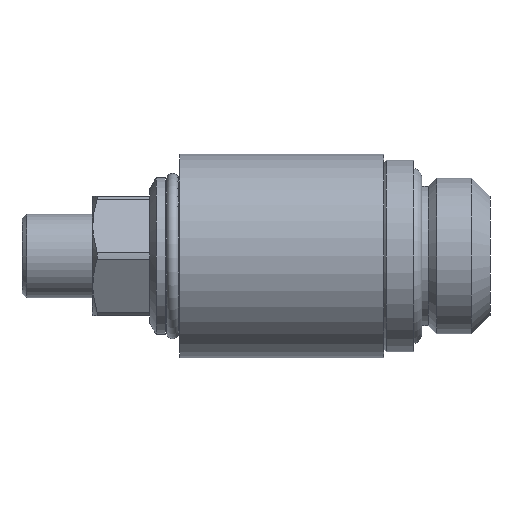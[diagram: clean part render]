
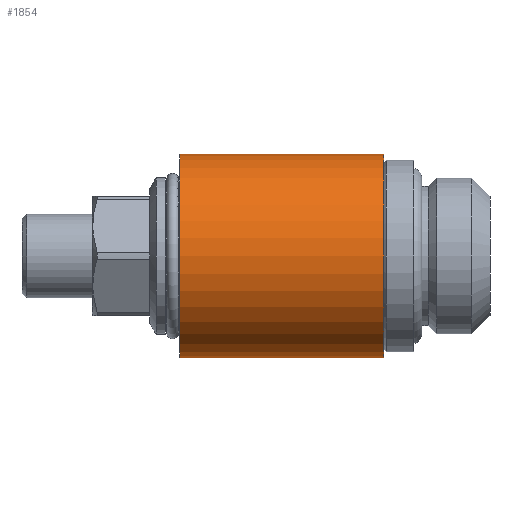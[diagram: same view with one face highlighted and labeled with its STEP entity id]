
A CAD part, left-side view. The second image highlights one B-rep face of the part: STEP entity #1854.
In plain terms, the highlighted cylindrical face has radius 8.5 mm (diameter 17 mm), a partial arc.
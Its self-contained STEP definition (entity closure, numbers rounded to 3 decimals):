
#56 = CIRCLE ( 'NONE', #77, 8.5 ) ;
#64 = VECTOR ( 'NONE', #1412, 1000. ) ;
#67 = AXIS2_PLACEMENT_3D ( 'NONE', #1596, #1597, #1598 ) ;
#77 = AXIS2_PLACEMENT_3D ( 'NONE', #1590, #1591, #1592 ) ;
#100 = VECTOR ( 'NONE', #1401, 1000. ) ;
#112 = CIRCLE ( 'NONE', #67, 8.5 ) ;
#338 = CYLINDRICAL_SURFACE ( 'NONE', #710, 8.5 ) ;
#479 = FACE_OUTER_BOUND ( 'NONE', #2644, .T. ) ;
#710 = AXIS2_PLACEMENT_3D ( 'NONE', #3210, #3211, #3212 ) ;
#792 = VERTEX_POINT ( 'NONE', #3616 ) ;
#1373 = CARTESIAN_POINT ( 'NONE',  ( 0., 26.2, 8.5 ) ) ;
#1383 = CARTESIAN_POINT ( 'NONE',  ( 0., 26.2, -8.5 ) ) ;
#1393 = CARTESIAN_POINT ( 'NONE',  ( 0., 28.066, -8.5 ) ) ;
#1396 = LINE ( 'NONE', #1393, #100 ) ;
#1401 = DIRECTION ( 'NONE',  ( 0., 1., 0. ) ) ;
#1405 = CARTESIAN_POINT ( 'NONE',  ( 0., 28.066, 8.5 ) ) ;
#1407 = LINE ( 'NONE', #1405, #64 ) ;
#1412 = DIRECTION ( 'NONE',  ( 0., 1., 0. ) ) ;
#1590 = CARTESIAN_POINT ( 'NONE',  ( 0., 9.2, 0. ) ) ;
#1591 = DIRECTION ( 'NONE',  ( 0., 1., 0. ) ) ;
#1592 = DIRECTION ( 'NONE',  ( 0., 0., -1. ) ) ;
#1596 = CARTESIAN_POINT ( 'NONE',  ( 0., 26.2, 0. ) ) ;
#1597 = DIRECTION ( 'NONE',  ( 0., -1., 0. ) ) ;
#1598 = DIRECTION ( 'NONE',  ( 0., 0., 1. ) ) ;
#1685 = CARTESIAN_POINT ( 'NONE',  ( 0., 9.2, -8.5 ) ) ;
#1854 = ADVANCED_FACE ( 'NONE', ( #479 ), #338, .T. ) ;
#2533 = VERTEX_POINT ( 'NONE', #1685 ) ;
#2644 = EDGE_LOOP ( 'NONE', ( #2705, #2706, #2707, #2708 ) ) ;
#2705 = ORIENTED_EDGE ( 'NONE', *, *, #3375, .F. ) ;
#2706 = ORIENTED_EDGE ( 'NONE', *, *, #3422, .T. ) ;
#2707 = ORIENTED_EDGE ( 'NONE', *, *, #3379, .T. ) ;
#2708 = ORIENTED_EDGE ( 'NONE', *, *, #3424, .T. ) ;
#3155 = VERTEX_POINT ( 'NONE', #1373 ) ;
#3200 = VERTEX_POINT ( 'NONE', #1383 ) ;
#3210 = CARTESIAN_POINT ( 'NONE',  ( 0., 28.066, 0. ) ) ;
#3211 = DIRECTION ( 'NONE',  ( 0., 1., 0. ) ) ;
#3212 = DIRECTION ( 'NONE',  ( 0., 0., 1. ) ) ;
#3375 = EDGE_CURVE ( 'NONE', #2533, #3200, #1396, .T. ) ;
#3379 = EDGE_CURVE ( 'NONE', #792, #3155, #1407, .T. ) ;
#3422 = EDGE_CURVE ( 'NONE', #2533, #792, #56, .T. ) ;
#3424 = EDGE_CURVE ( 'NONE', #3155, #3200, #112, .T. ) ;
#3616 = CARTESIAN_POINT ( 'NONE',  ( 0., 9.2, 8.5 ) ) ;
